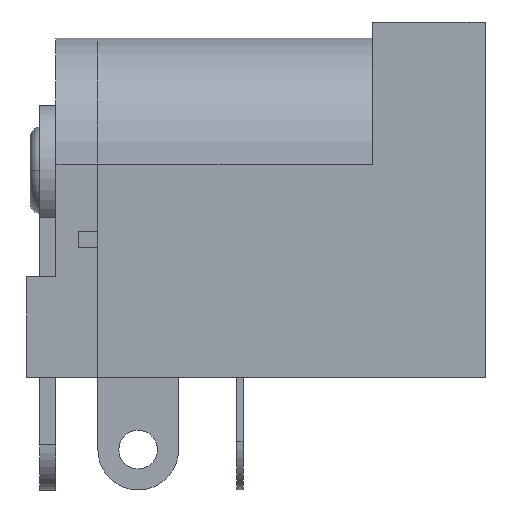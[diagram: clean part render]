
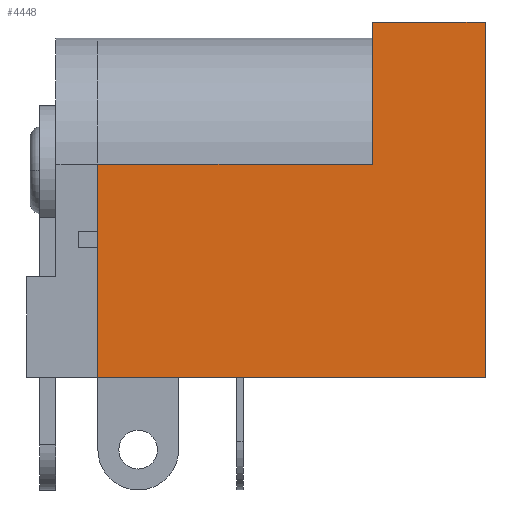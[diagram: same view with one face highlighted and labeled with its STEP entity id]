
A CAD part, left-side view. The second image highlights one B-rep face of the part: STEP entity #4448.
In plain terms, the highlighted planar face has unit normal (-1, 0, 0).
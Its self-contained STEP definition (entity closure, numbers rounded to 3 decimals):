
#3719=CARTESIAN_POINT('',(-4.5,4.4,0.));
#3720=VERTEX_POINT('',#3719);
#3727=CARTESIAN_POINT('',(-4.5,4.4,6.6));
#3728=VERTEX_POINT('',#3727);
#3729=CARTESIAN_POINT('',(-4.5,4.4,6.6));
#3730=DIRECTION('',(0.0,0.0,-1.0));
#3731=VECTOR('',#3730,6.6);
#3732=LINE('',#3729,#3731);
#3733=EDGE_CURVE('',#3728,#3720,#3732,.T.);
#4232=CARTESIAN_POINT('',(-4.5,-7.6,0.));
#4233=VERTEX_POINT('',#4232);
#4240=CARTESIAN_POINT('',(-4.5,4.4,0.));
#4241=DIRECTION('',(0.0,-1.0,0.0));
#4242=VECTOR('',#4241,12.0);
#4243=LINE('',#4240,#4242);
#4244=EDGE_CURVE('',#3720,#4233,#4243,.T.);
#4392=CARTESIAN_POINT('',(-4.5,-4.1,11.0));
#4393=VERTEX_POINT('',#4392);
#4400=CARTESIAN_POINT('',(-4.5,-7.6,11.));
#4401=VERTEX_POINT('',#4400);
#4402=CARTESIAN_POINT('',(-4.5,-4.1,11.0));
#4403=DIRECTION('',(0.0,-1.0,0.0));
#4404=VECTOR('',#4403,3.5);
#4405=LINE('',#4402,#4404);
#4406=EDGE_CURVE('',#4393,#4401,#4405,.T.);
#4418=CARTESIAN_POINT('',(-4.5,-8.2,-0.55));
#4419=DIRECTION('',(-1.0,0.0,0.0));
#4420=DIRECTION('',(0.0,1.0,0.0));
#4421=AXIS2_PLACEMENT_3D('',#4418,#4419,#4420);
#4422=PLANE('',#4421);
#4423=CARTESIAN_POINT('',(-4.5,-4.1,6.6));
#4424=VERTEX_POINT('',#4423);
#4425=CARTESIAN_POINT('',(-4.5,-4.1,6.6));
#4426=DIRECTION('',(0.0,0.0,1.0));
#4427=VECTOR('',#4426,4.4);
#4428=LINE('',#4425,#4427);
#4429=EDGE_CURVE('',#4424,#4393,#4428,.T.);
#4430=ORIENTED_EDGE('',*,*,#4429,.F.);
#4431=CARTESIAN_POINT('',(-4.5,4.4,6.6));
#4432=DIRECTION('',(0.0,-1.0,0.0));
#4433=VECTOR('',#4432,8.5);
#4434=LINE('',#4431,#4433);
#4435=EDGE_CURVE('',#3728,#4424,#4434,.T.);
#4436=ORIENTED_EDGE('',*,*,#4435,.F.);
#4437=ORIENTED_EDGE('',*,*,#3733,.T.);
#4438=ORIENTED_EDGE('',*,*,#4244,.T.);
#4439=CARTESIAN_POINT('',(-4.5,-7.6,11.));
#4440=DIRECTION('',(0.0,0.0,-1.0));
#4441=VECTOR('',#4440,11.0);
#4442=LINE('',#4439,#4441);
#4443=EDGE_CURVE('',#4401,#4233,#4442,.T.);
#4444=ORIENTED_EDGE('',*,*,#4443,.F.);
#4445=ORIENTED_EDGE('',*,*,#4406,.F.);
#4446=EDGE_LOOP('',(#4430,#4436,#4437,#4438,#4444,#4445));
#4447=FACE_OUTER_BOUND('',#4446,.T.);
#4448=ADVANCED_FACE('',(#4447),#4422,.T.);
